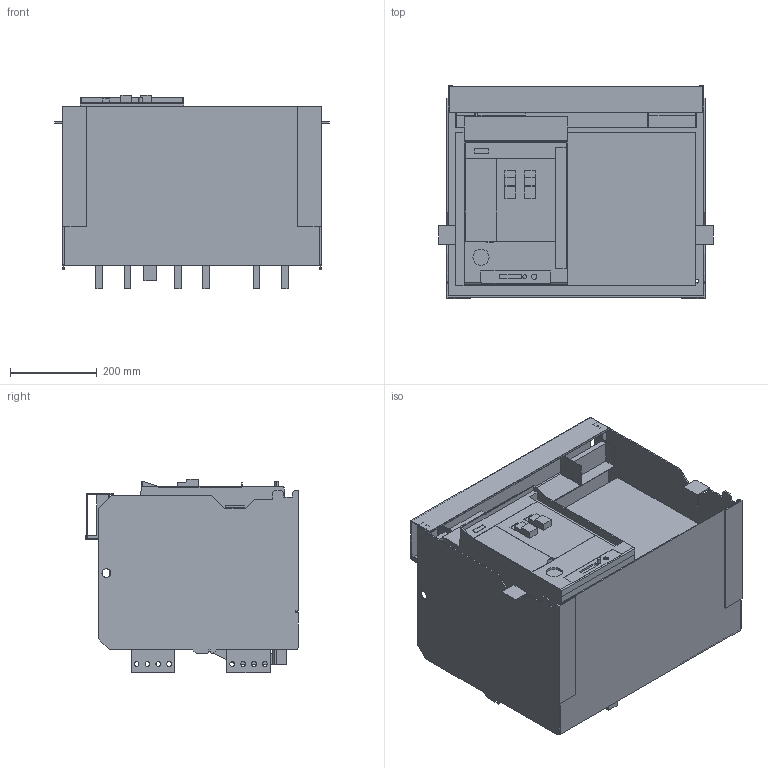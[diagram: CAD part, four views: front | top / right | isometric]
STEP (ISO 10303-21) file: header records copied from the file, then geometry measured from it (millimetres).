
FILE_DESCRIPTION(('CoCreate Modeling STEP Export'),'2;1');
FILE_NAME('AR4V_(420-440)_3P_DO_(1H3811).stp','2015-02-08T15:41:41',(''),(''),'CoCreate Modeling STEP processor for AP214 (Solid Model)','CoCreate Modeling 17.0 01-Apr-2010 (C) Parametric Technology GmbH','');
FILE_SCHEMA(('AUTOMOTIVE_DESIGN { 1 0 10303 214 1 1 1 1 }'));
Length unit declared in the file: millimetre
Products named in the file (17): p1.2; p1.1; p8; p7; p5; p1; p2.1; p4.1; p2; p6; p3.1; p4; p3; 2.4; 端子; ガラス; AR4V_(420-440)_3P_DO_(1H3811)
Assembly tree (27 placements, depth 3):
  AR4V_(420-440)_3P_DO_(1H3811)
    ガラス
    端子
      2.4  x12
    p3
    p4
    p3.1
    p6
    p2
    p4.1
    p2.1
    p1
    p5
    p7
    p8
    p1.1
    p1.2
Bounding box: 631.01 x 490 x 445 mm (x, y, z)
Volume: 46158170.6 mm3; surface area: 3527265.7 mm2
Topology: 26 solids, 26 shells, 511 faces, 1345 edges, 893 vertices
Faces by surface type: plane 376, cylinder 135
Entity records: 11489 total; most frequent: CARTESIAN_POINT 2011, ORIENTED_EDGE 1898, DIRECTION 1711, EDGE_CURVE 949, VECTOR 845, LINE 845, VERTEX_POINT 629, AXIS2_PLACEMENT_3D 433
